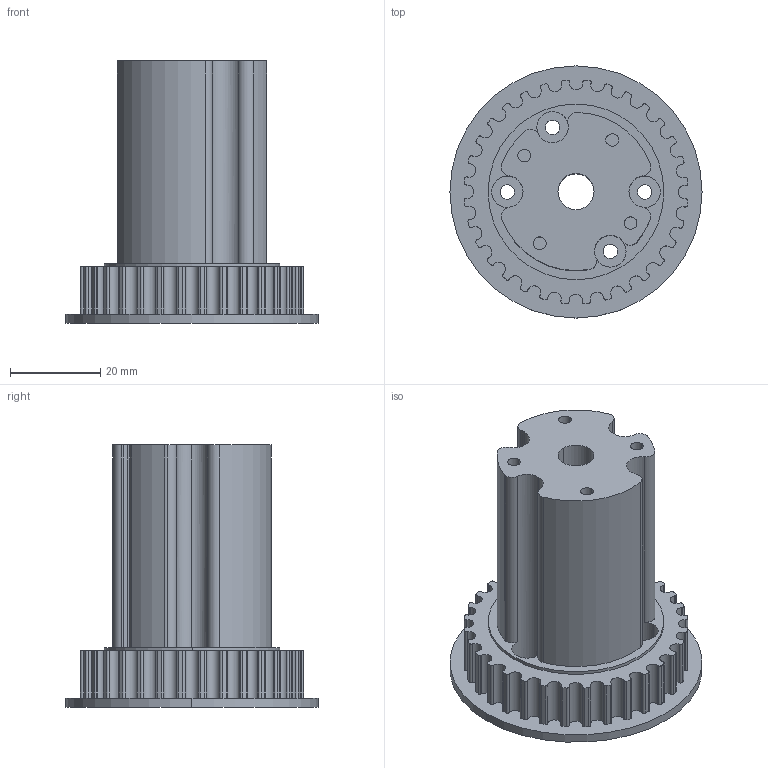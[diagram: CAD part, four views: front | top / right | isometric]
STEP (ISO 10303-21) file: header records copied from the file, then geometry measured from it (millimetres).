
FILE_DESCRIPTION (( 'STEP AP214' ), '1' );
FILE_NAME ('32_teeth_pulley.STEP', '2021-04-07T10:02:51', ( '' ), ( '' ), 'SwSTEP 2.0', 'SolidWorks 2020', '' );
FILE_SCHEMA (( 'AUTOMOTIVE_DESIGN' ));
Length unit declared in the file: millimetre
Products named in the file (1): 32_teeth_pulley
Bounding box: 56 x 56 x 58.2 mm (x, y, z)
Volume: 56176.4 mm3; surface area: 16784 mm2
Topology: 1 solids, 1 shells, 282 faces, 819 edges, 546 vertices
Faces by surface type: cylinder 269, plane 13
Entity records: 9703 total; most frequent: DIRECTION 1931, CARTESIAN_POINT 1648, ORIENTED_EDGE 1638, AXIS2_PLACEMENT_3D 829, EDGE_CURVE 819, CIRCLE 546, VERTEX_POINT 546, EDGE_LOOP 299
